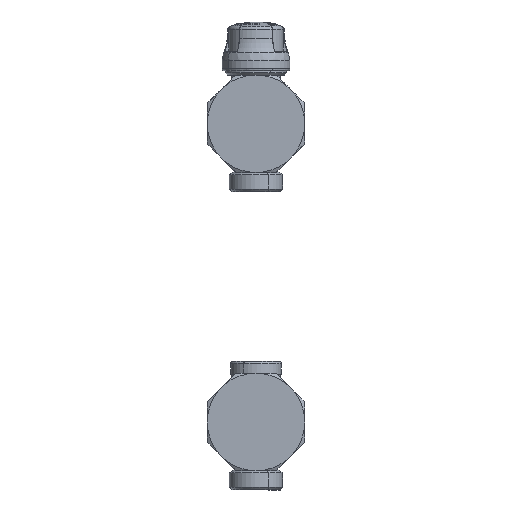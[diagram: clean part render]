
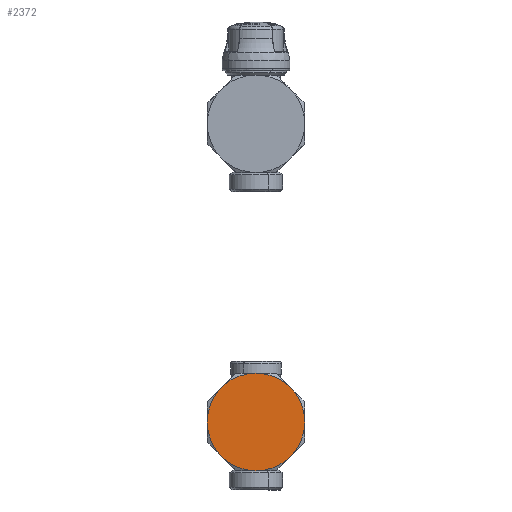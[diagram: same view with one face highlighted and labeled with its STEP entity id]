
A CAD part, front view. The second image highlights one B-rep face of the part: STEP entity #2372.
In plain terms, the highlighted planar face has unit normal (0, -1, 0).
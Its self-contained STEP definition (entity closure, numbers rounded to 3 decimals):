
#2285=CARTESIAN_POINT('Axis2P3D Location',(0.,-8.363,-45.521)) ;
#2290=CARTESIAN_POINT('Axis2P3D Location',(0.,-8.363,-21.521)) ;
#2294=CARTESIAN_POINT('Vertex',(0.,-8.363,2.479)) ;
#2296=CARTESIAN_POINT('Vertex',(-11.506,-8.363,-0.459)) ;
#2299=CARTESIAN_POINT('Axis2P3D Location',(0.,-8.363,-21.521)) ;
#2303=CARTESIAN_POINT('Vertex',(-16.971,-8.363,-4.55)) ;
#2306=CARTESIAN_POINT('Axis2P3D Location',(0.,-8.363,-21.521)) ;
#2310=CARTESIAN_POINT('Vertex',(-24.,-8.363,-21.521)) ;
#2313=CARTESIAN_POINT('Axis2P3D Location',(0.,-8.363,-21.521)) ;
#2317=CARTESIAN_POINT('Vertex',(-16.971,-8.363,-38.491)) ;
#2320=CARTESIAN_POINT('Axis2P3D Location',(0.,-8.363,-21.521)) ;
#2324=CARTESIAN_POINT('Vertex',(0.,-8.363,-45.521)) ;
#2327=CARTESIAN_POINT('Axis2P3D Location',(0.,-8.363,-21.521)) ;
#2331=CARTESIAN_POINT('Vertex',(11.506,-8.363,-42.583)) ;
#2334=CARTESIAN_POINT('Axis2P3D Location',(0.,-8.363,-21.521)) ;
#2338=CARTESIAN_POINT('Vertex',(16.971,-8.363,-38.491)) ;
#2341=CARTESIAN_POINT('Axis2P3D Location',(0.,-8.363,-21.521)) ;
#2345=CARTESIAN_POINT('Vertex',(24.,-8.363,-21.521)) ;
#2348=CARTESIAN_POINT('Axis2P3D Location',(0.,-8.363,-21.521)) ;
#2352=CARTESIAN_POINT('Vertex',(16.971,-8.363,-4.55)) ;
#2355=CARTESIAN_POINT('Axis2P3D Location',(0.,-8.363,-21.521)) ;
#2286=DIRECTION('Axis2P3D Direction',(0.,-1.,0.)) ;
#2287=DIRECTION('Axis2P3D XDirection',(1.,0.,0.)) ;
#2291=DIRECTION('Axis2P3D Direction',(0.,-1.,0.)) ;
#2300=DIRECTION('Axis2P3D Direction',(0.,-1.,0.)) ;
#2307=DIRECTION('Axis2P3D Direction',(0.,-1.,0.)) ;
#2314=DIRECTION('Axis2P3D Direction',(0.,-1.,0.)) ;
#2321=DIRECTION('Axis2P3D Direction',(0.,-1.,0.)) ;
#2328=DIRECTION('Axis2P3D Direction',(0.,-1.,0.)) ;
#2335=DIRECTION('Axis2P3D Direction',(0.,-1.,0.)) ;
#2342=DIRECTION('Axis2P3D Direction',(0.,-1.,0.)) ;
#2349=DIRECTION('Axis2P3D Direction',(0.,-1.,0.)) ;
#2356=DIRECTION('Axis2P3D Direction',(0.,-1.,0.)) ;
#2288=AXIS2_PLACEMENT_3D('Plane Axis2P3D',#2285,#2286,#2287) ;
#2292=AXIS2_PLACEMENT_3D('Circle Axis2P3D',#2290,#2291,$) ;
#2301=AXIS2_PLACEMENT_3D('Circle Axis2P3D',#2299,#2300,$) ;
#2308=AXIS2_PLACEMENT_3D('Circle Axis2P3D',#2306,#2307,$) ;
#2315=AXIS2_PLACEMENT_3D('Circle Axis2P3D',#2313,#2314,$) ;
#2322=AXIS2_PLACEMENT_3D('Circle Axis2P3D',#2320,#2321,$) ;
#2329=AXIS2_PLACEMENT_3D('Circle Axis2P3D',#2327,#2328,$) ;
#2336=AXIS2_PLACEMENT_3D('Circle Axis2P3D',#2334,#2335,$) ;
#2343=AXIS2_PLACEMENT_3D('Circle Axis2P3D',#2341,#2342,$) ;
#2350=AXIS2_PLACEMENT_3D('Circle Axis2P3D',#2348,#2349,$) ;
#2357=AXIS2_PLACEMENT_3D('Circle Axis2P3D',#2355,#2356,$) ;
#2293=CIRCLE('generated circle',#2292,24.) ;
#2302=CIRCLE('generated circle',#2301,24.) ;
#2309=CIRCLE('generated circle',#2308,24.) ;
#2316=CIRCLE('generated circle',#2315,24.) ;
#2323=CIRCLE('generated circle',#2322,24.) ;
#2330=CIRCLE('generated circle',#2329,24.) ;
#2337=CIRCLE('generated circle',#2336,24.) ;
#2344=CIRCLE('generated circle',#2343,24.) ;
#2351=CIRCLE('generated circle',#2350,24.) ;
#2358=CIRCLE('generated circle',#2357,24.) ;
#2289=PLANE('',#2288) ;
#2298=EDGE_CURVE('',#2295,#2297,#2293,.T.) ;
#2305=EDGE_CURVE('',#2297,#2304,#2302,.T.) ;
#2312=EDGE_CURVE('',#2304,#2311,#2309,.T.) ;
#2319=EDGE_CURVE('',#2311,#2318,#2316,.T.) ;
#2326=EDGE_CURVE('',#2318,#2325,#2323,.T.) ;
#2333=EDGE_CURVE('',#2325,#2332,#2330,.T.) ;
#2340=EDGE_CURVE('',#2332,#2339,#2337,.T.) ;
#2347=EDGE_CURVE('',#2339,#2346,#2344,.T.) ;
#2354=EDGE_CURVE('',#2346,#2353,#2351,.T.) ;
#2359=EDGE_CURVE('',#2353,#2295,#2358,.T.) ;
#2361=ORIENTED_EDGE('',*,*,#2298,.T.) ;
#2362=ORIENTED_EDGE('',*,*,#2305,.T.) ;
#2363=ORIENTED_EDGE('',*,*,#2312,.T.) ;
#2364=ORIENTED_EDGE('',*,*,#2319,.T.) ;
#2365=ORIENTED_EDGE('',*,*,#2326,.T.) ;
#2366=ORIENTED_EDGE('',*,*,#2333,.T.) ;
#2367=ORIENTED_EDGE('',*,*,#2340,.T.) ;
#2368=ORIENTED_EDGE('',*,*,#2347,.T.) ;
#2369=ORIENTED_EDGE('',*,*,#2354,.T.) ;
#2370=ORIENTED_EDGE('',*,*,#2359,.T.) ;
#2360=EDGE_LOOP('',(#2361,#2362,#2363,#2364,#2365,#2366,#2367,#2368,#2369,#2370)) ;
#2295=VERTEX_POINT('',#2294) ;
#2297=VERTEX_POINT('',#2296) ;
#2304=VERTEX_POINT('',#2303) ;
#2311=VERTEX_POINT('',#2310) ;
#2318=VERTEX_POINT('',#2317) ;
#2325=VERTEX_POINT('',#2324) ;
#2332=VERTEX_POINT('',#2331) ;
#2339=VERTEX_POINT('',#2338) ;
#2346=VERTEX_POINT('',#2345) ;
#2353=VERTEX_POINT('',#2352) ;
#2372=ADVANCED_FACE('PartBody',(#2371),#2289,.T.) ;
#2371=FACE_OUTER_BOUND('',#2360,.T.) ;
